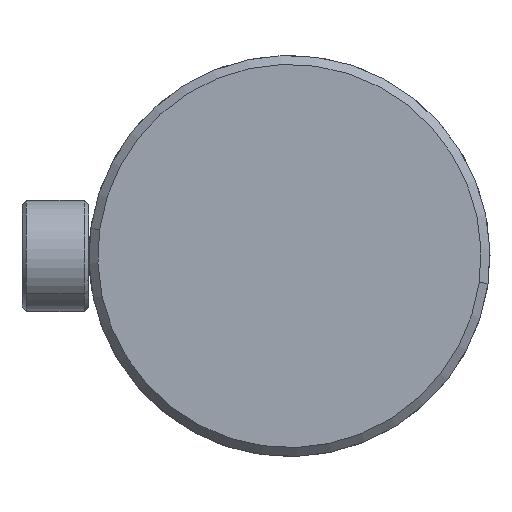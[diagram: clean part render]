
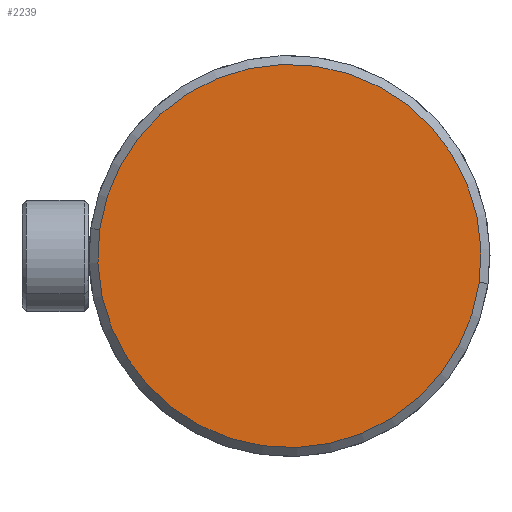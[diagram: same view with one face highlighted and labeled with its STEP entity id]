
A CAD part, left-side view. The second image highlights one B-rep face of the part: STEP entity #2239.
In plain terms, the highlighted planar face has unit normal (-1, 0, 0).
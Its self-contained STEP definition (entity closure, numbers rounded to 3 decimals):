
#311 = VERTEX_POINT ( 'NONE', #1235 ) ;
#447 = DIRECTION ( 'NONE',  ( 0., 1., 0. ) ) ;
#804 = CARTESIAN_POINT ( 'NONE',  ( -15., -43., 0. ) ) ;
#848 = PLANE ( 'NONE',  #2307 ) ;
#872 = DIRECTION ( 'NONE',  ( 1., 0., 0. ) ) ;
#933 = CARTESIAN_POINT ( 'NONE',  ( -15., 0., 0. ) ) ;
#1063 = DIRECTION ( 'NONE',  ( 0., -1., 0. ) ) ;
#1133 = EDGE_LOOP ( 'NONE', ( #2115, #2791 ) ) ;
#1235 = CARTESIAN_POINT ( 'NONE',  ( -15., 43., 0. ) ) ;
#1383 = VERTEX_POINT ( 'NONE', #804 ) ;
#1687 = CARTESIAN_POINT ( 'NONE',  ( -15., 0., 0. ) ) ;
#1996 = EDGE_CURVE ( 'NONE', #311, #1383, #2631, .T. ) ;
#2021 = FACE_OUTER_BOUND ( 'NONE', #1133, .T. ) ;
#2106 = CIRCLE ( 'NONE', #2584, 43. ) ;
#2115 = ORIENTED_EDGE ( 'NONE', *, *, #1996, .F. ) ;
#2132 = AXIS2_PLACEMENT_3D ( 'NONE', #2525, #872, #447 ) ;
#2239 = ADVANCED_FACE ( 'NONE', ( #2021 ), #848, .T. ) ;
#2307 = AXIS2_PLACEMENT_3D ( 'NONE', #1687, #2337, #1063 ) ;
#2337 = DIRECTION ( 'NONE',  ( -1., 0., 0. ) ) ;
#2525 = CARTESIAN_POINT ( 'NONE',  ( -15., 0., 0. ) ) ;
#2577 = DIRECTION ( 'NONE',  ( 1., 0., 0. ) ) ;
#2584 = AXIS2_PLACEMENT_3D ( 'NONE', #933, #2577, #2846 ) ;
#2631 = CIRCLE ( 'NONE', #2132, 43. ) ;
#2698 = EDGE_CURVE ( 'NONE', #1383, #311, #2106, .T. ) ;
#2791 = ORIENTED_EDGE ( 'NONE', *, *, #2698, .F. ) ;
#2846 = DIRECTION ( 'NONE',  ( 0., 1., 0. ) ) ;
